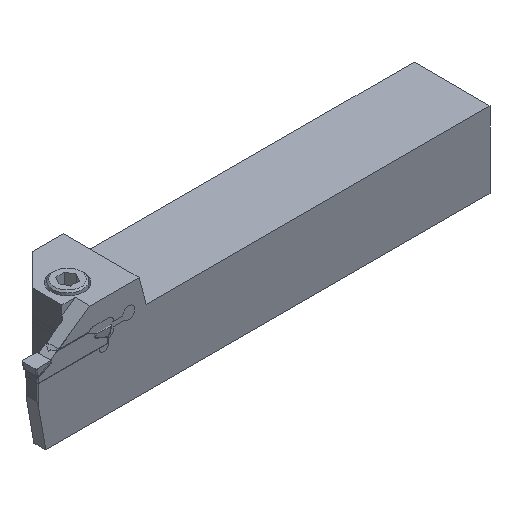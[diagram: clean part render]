
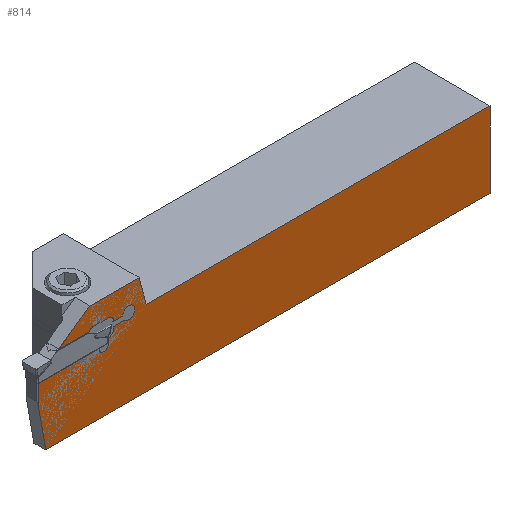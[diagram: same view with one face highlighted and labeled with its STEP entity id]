
A CAD part, isometric view. The second image highlights one B-rep face of the part: STEP entity #814.
In plain terms, the highlighted planar face has unit normal (0, -1, 0).
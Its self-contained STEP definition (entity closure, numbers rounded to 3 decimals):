
#814=ADVANCED_FACE('',(#1062),#974,.F.);
#974=PLANE('',#3380);
#1062=FACE_OUTER_BOUND('',#1197,.T.);
#1197=EDGE_LOOP('',(#1466,#1467,#1468,#1469,#1470,#1471,#1472,#1473,#1474,
#1475,#1476,#1477,#1478,#1479,#1480,#1481,#1482,#1483,#1484,#1485,#1486,
#1487,#1488));
#1382=CIRCLE('',#3374,1.6);
#1383=CIRCLE('',#3375,1.6);
#1384=CIRCLE('',#3376,0.4);
#1385=CIRCLE('',#3377,1.6);
#1386=CIRCLE('',#3378,1.6);
#1387=CIRCLE('',#3379,2.);
#1466=ORIENTED_EDGE('',*,*,#2500,.F.);
#1467=ORIENTED_EDGE('',*,*,#2501,.T.);
#1468=ORIENTED_EDGE('',*,*,#2502,.T.);
#1469=ORIENTED_EDGE('',*,*,#2503,.T.);
#1470=ORIENTED_EDGE('',*,*,#2504,.T.);
#1471=ORIENTED_EDGE('',*,*,#2505,.T.);
#1472=ORIENTED_EDGE('',*,*,#2506,.T.);
#1473=ORIENTED_EDGE('',*,*,#2507,.T.);
#1474=ORIENTED_EDGE('',*,*,#2508,.F.);
#1475=ORIENTED_EDGE('',*,*,#2509,.F.);
#1476=ORIENTED_EDGE('',*,*,#2510,.T.);
#1477=ORIENTED_EDGE('',*,*,#2511,.T.);
#1478=ORIENTED_EDGE('',*,*,#2512,.T.);
#1479=ORIENTED_EDGE('',*,*,#2513,.T.);
#1480=ORIENTED_EDGE('',*,*,#2514,.F.);
#1481=ORIENTED_EDGE('',*,*,#2515,.T.);
#1482=ORIENTED_EDGE('',*,*,#2516,.F.);
#1483=ORIENTED_EDGE('',*,*,#2517,.T.);
#1484=ORIENTED_EDGE('',*,*,#2518,.T.);
#1485=ORIENTED_EDGE('',*,*,#2519,.T.);
#1486=ORIENTED_EDGE('',*,*,#2520,.T.);
#1487=ORIENTED_EDGE('',*,*,#2521,.F.);
#1488=ORIENTED_EDGE('',*,*,#2522,.F.);
#2244=VERTEX_POINT('',#4457);
#2245=VERTEX_POINT('',#4458);
#2246=VERTEX_POINT('',#4460);
#2247=VERTEX_POINT('',#4462);
#2248=VERTEX_POINT('',#4464);
#2249=VERTEX_POINT('',#4466);
#2250=VERTEX_POINT('',#4468);
#2251=VERTEX_POINT('',#4470);
#2252=VERTEX_POINT('',#4472);
#2253=VERTEX_POINT('',#4474);
#2254=VERTEX_POINT('',#4476);
#2255=VERTEX_POINT('',#4478);
#2256=VERTEX_POINT('',#4480);
#2257=VERTEX_POINT('',#4482);
#2258=VERTEX_POINT('',#4484);
#2259=VERTEX_POINT('',#4486);
#2260=VERTEX_POINT('',#4488);
#2261=VERTEX_POINT('',#4490);
#2262=VERTEX_POINT('',#4492);
#2263=VERTEX_POINT('',#4494);
#2264=VERTEX_POINT('',#4496);
#2265=VERTEX_POINT('',#4498);
#2266=VERTEX_POINT('',#4500);
#2500=EDGE_CURVE('',#2244,#2245,#2889,.T.);
#2501=EDGE_CURVE('',#2244,#2246,#2890,.T.);
#2502=EDGE_CURVE('',#2246,#2247,#1382,.T.);
#2503=EDGE_CURVE('',#2247,#2248,#2891,.T.);
#2504=EDGE_CURVE('',#2248,#2249,#1383,.T.);
#2505=EDGE_CURVE('',#2249,#2250,#2892,.T.);
#2506=EDGE_CURVE('',#2250,#2251,#2893,.T.);
#2507=EDGE_CURVE('',#2251,#2252,#2894,.T.);
#2508=EDGE_CURVE('',#2253,#2252,#2895,.T.);
#2509=EDGE_CURVE('',#2254,#2253,#2896,.T.);
#2510=EDGE_CURVE('',#2254,#2255,#2897,.T.);
#2511=EDGE_CURVE('',#2255,#2256,#2898,.T.);
#2512=EDGE_CURVE('',#2256,#2257,#2899,.T.);
#2513=EDGE_CURVE('',#2257,#2258,#2900,.T.);
#2514=EDGE_CURVE('',#2259,#2258,#2901,.T.);
#2515=EDGE_CURVE('',#2259,#2260,#1384,.T.);
#2516=EDGE_CURVE('',#2261,#2260,#2902,.T.);
#2517=EDGE_CURVE('',#2261,#2262,#1385,.T.);
#2518=EDGE_CURVE('',#2262,#2263,#2903,.T.);
#2519=EDGE_CURVE('',#2263,#2264,#1386,.T.);
#2520=EDGE_CURVE('',#2264,#2265,#2904,.T.);
#2521=EDGE_CURVE('',#2266,#2265,#2905,.T.);
#2522=EDGE_CURVE('',#2245,#2266,#1387,.T.);
#2889=LINE('',#4456,#3131);
#2890=LINE('',#4459,#3132);
#2891=LINE('',#4463,#3133);
#2892=LINE('',#4467,#3134);
#2893=LINE('',#4469,#3135);
#2894=LINE('',#4471,#3136);
#2895=LINE('',#4473,#3137);
#2896=LINE('',#4475,#3138);
#2897=LINE('',#4477,#3139);
#2898=LINE('',#4479,#3140);
#2899=LINE('',#4481,#3141);
#2900=LINE('',#4483,#3142);
#2901=LINE('',#4485,#3143);
#2902=LINE('',#4489,#3144);
#2903=LINE('',#4493,#3145);
#2904=LINE('',#4497,#3146);
#2905=LINE('',#4499,#3147);
#3131=VECTOR('',#3655,1.);
#3132=VECTOR('',#3656,1.);
#3133=VECTOR('',#3659,1.);
#3134=VECTOR('',#3662,1.);
#3135=VECTOR('',#3663,1.);
#3136=VECTOR('',#3664,1.);
#3137=VECTOR('',#3665,1.);
#3138=VECTOR('',#3666,1.);
#3139=VECTOR('',#3667,1.);
#3140=VECTOR('',#3668,1.);
#3141=VECTOR('',#3669,1.);
#3142=VECTOR('',#3670,1.);
#3143=VECTOR('',#3671,1.);
#3144=VECTOR('',#3674,1.);
#3145=VECTOR('',#3677,1.);
#3146=VECTOR('',#3680,1.);
#3147=VECTOR('',#3681,1.);
#3374=AXIS2_PLACEMENT_3D('',#4461,#3657,#3658);
#3375=AXIS2_PLACEMENT_3D('',#4465,#3660,#3661);
#3376=AXIS2_PLACEMENT_3D('',#4487,#3672,#3673);
#3377=AXIS2_PLACEMENT_3D('',#4491,#3675,#3676);
#3378=AXIS2_PLACEMENT_3D('',#4495,#3678,#3679);
#3379=AXIS2_PLACEMENT_3D('',#4501,#3682,#3683);
#3380=AXIS2_PLACEMENT_3D('',#4502,#3684,#3685);
#3655=DIRECTION('',(1.,0.,0.));
#3656=DIRECTION('',(0.,0.,-1.));
#3657=DIRECTION('',(0.,1.,0.));
#3658=DIRECTION('',(0.,0.,1.));
#3659=DIRECTION('',(0.,0.,-1.));
#3660=DIRECTION('',(0.,1.,0.));
#3661=DIRECTION('',(0.,0.,1.));
#3662=DIRECTION('',(0.,0.,1.));
#3663=DIRECTION('',(-1.,0.,0.));
#3664=DIRECTION('',(0.,0.,-1.));
#3665=DIRECTION('',(-0.174,0.,0.985));
#3666=DIRECTION('',(-1.,0.,0.));
#3667=DIRECTION('',(0.,0.,1.));
#3668=DIRECTION('',(-1.,0.,0.));
#3669=DIRECTION('',(-0.259,0.,0.966));
#3670=DIRECTION('',(-1.,0.,0.));
#3671=DIRECTION('',(0.819,0.,0.574));
#3672=DIRECTION('',(0.,-1.,0.));
#3673=DIRECTION('',(0.,0.,1.));
#3674=DIRECTION('',(-1.,0.,-0.009));
#3675=DIRECTION('',(0.,1.,0.));
#3676=DIRECTION('',(0.,0.,1.));
#3677=DIRECTION('',(1.,0.,0.));
#3678=DIRECTION('',(0.,1.,0.));
#3679=DIRECTION('',(0.,0.,1.));
#3680=DIRECTION('',(0.,0.,-1.));
#3681=DIRECTION('',(-1.,0.,0.));
#3682=DIRECTION('',(0.,-1.,0.));
#3683=DIRECTION('',(0.,0.,1.));
#3684=DIRECTION('',(0.,1.,0.));
#3685=DIRECTION('',(0.,0.,1.));
#4456=CARTESIAN_POINT('',(152.4,-2.,-1.));
#4457=CARTESIAN_POINT('',(26.3,-2.,-1.));
#4458=CARTESIAN_POINT('',(30.178,-2.,-1.));
#4459=CARTESIAN_POINT('',(26.3,-2.,-25.4));
#4460=CARTESIAN_POINT('',(26.3,-2.,-1.8));
#4461=CARTESIAN_POINT('',(24.7,-2.,-1.8));
#4462=CARTESIAN_POINT('',(24.7,-2.,-3.4));
#4463=CARTESIAN_POINT('',(24.7,-2.,-25.4));
#4464=CARTESIAN_POINT('',(24.7,-2.,-5.));
#4465=CARTESIAN_POINT('',(23.1,-2.,-5.));
#4466=CARTESIAN_POINT('',(21.5,-2.,-5.));
#4467=CARTESIAN_POINT('',(21.5,-2.,-25.4));
#4468=CARTESIAN_POINT('',(21.5,-2.,-4.917));
#4469=CARTESIAN_POINT('',(152.4,-2.,-4.917));
#4470=CARTESIAN_POINT('',(1.3,-2.,-4.917));
#4471=CARTESIAN_POINT('',(1.3,-2.,-25.4));
#4472=CARTESIAN_POINT('',(1.3,-2.,-11.861));
#4473=CARTESIAN_POINT('',(8.171,-2.,-50.831));
#4474=CARTESIAN_POINT('',(3.687,-2.,-25.4));
#4475=CARTESIAN_POINT('',(152.4,-2.,-25.4));
#4476=CARTESIAN_POINT('',(152.4,-2.,-25.4));
#4477=CARTESIAN_POINT('',(152.4,-2.,-25.4));
#4478=CARTESIAN_POINT('',(152.4,-2.,0.));
#4479=CARTESIAN_POINT('',(152.4,-2.,0.));
#4480=CARTESIAN_POINT('',(37.328,-2.,0.));
#4481=CARTESIAN_POINT('',(51.387,-2.,-52.466));
#4482=CARTESIAN_POINT('',(34.917,-2.,9.));
#4483=CARTESIAN_POINT('',(37.328,-2.,9.));
#4484=CARTESIAN_POINT('',(18.5,-2.,9.));
#4485=CARTESIAN_POINT('',(92.186,-2.,60.595));
#4486=CARTESIAN_POINT('',(8.029,-2.,1.668));
#4487=CARTESIAN_POINT('',(8.259,-2.,1.341));
#4488=CARTESIAN_POINT('',(7.891,-2.,1.498));
#4489=CARTESIAN_POINT('',(152.154,-2.,2.757));
#4490=CARTESIAN_POINT('',(18.308,-2.,1.589));
#4491=CARTESIAN_POINT('',(19.7,-2.,0.8));
#4492=CARTESIAN_POINT('',(19.7,-2.,2.4));
#4493=CARTESIAN_POINT('',(152.4,-2.,2.4));
#4494=CARTESIAN_POINT('',(24.7,-2.,2.4));
#4495=CARTESIAN_POINT('',(24.7,-2.,0.8));
#4496=CARTESIAN_POINT('',(26.3,-2.,0.8));
#4497=CARTESIAN_POINT('',(26.3,-2.,-25.4));
#4498=CARTESIAN_POINT('',(26.3,-2.,0.5));
#4499=CARTESIAN_POINT('',(152.4,-2.,0.5));
#4500=CARTESIAN_POINT('',(29.5,-2.,0.5));
#4501=CARTESIAN_POINT('',(31.5,-2.,0.5));
#4502=CARTESIAN_POINT('',(152.4,-2.,-25.4));
